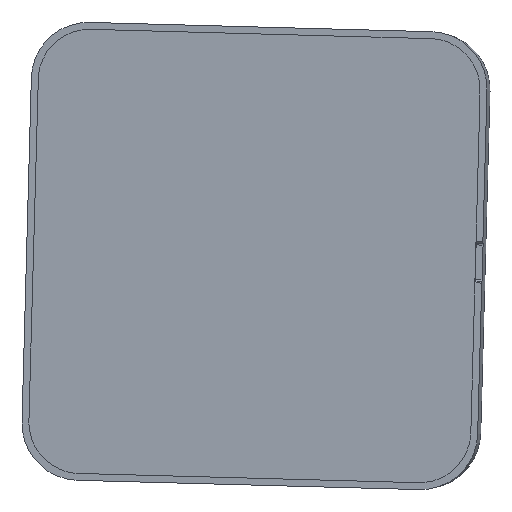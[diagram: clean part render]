
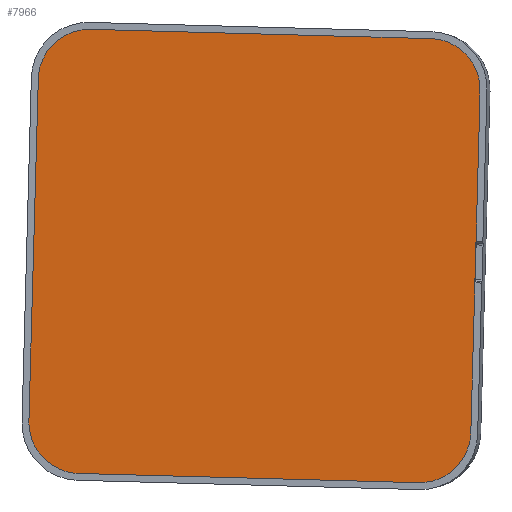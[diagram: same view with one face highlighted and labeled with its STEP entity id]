
A CAD part, left-side view. The second image highlights one B-rep face of the part: STEP entity #7966.
In plain terms, the highlighted face is planar.
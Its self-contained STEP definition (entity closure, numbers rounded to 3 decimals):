
#6951=CARTESIAN_POINT(' ',(58.5,5.5,0.));
#6952=VERTEX_POINT(' ',#6951);
#6966=CARTESIAN_POINT(' ',(58.5,-5.5,0.));
#6971=CARTESIAN_POINT(' ',(58.5,-17.068,0.));
#6976=CARTESIAN_POINT(' ',(58.5,-28.635,0.));
#6981=CARTESIAN_POINT(' ',(58.5,-41.693,0.));
#6986=CARTESIAN_POINT(' ',(58.5,-43.184,0.));
#6991=CARTESIAN_POINT(' ',(58.5,-45.407,0.));
#6996=CARTESIAN_POINT(' ',(58.471,-46.141,0.));
#7001=CARTESIAN_POINT(' ',(58.117,-48.671,0.));
#7006=CARTESIAN_POINT(' ',(57.495,-50.425,0.));
#7011=CARTESIAN_POINT(' ',(55.423,-53.851,0.));
#7016=CARTESIAN_POINT(' ',(53.832,-55.44,0.));
#7021=CARTESIAN_POINT(' ',(50.158,-57.651,0.));
#7026=CARTESIAN_POINT(' ',(48.103,-58.304,0.));
#7031=CARTESIAN_POINT(' ',(45.185,-58.524,0.));
#7036=CARTESIAN_POINT(' ',(44.358,-58.5,0.));
#7041=CARTESIAN_POINT(' ',(18.204,-58.5,0.));
#7046=CARTESIAN_POINT(' ',(-7.125,-58.5,0.));
#7051=CARTESIAN_POINT(' ',(-36.244,-58.5,0.));
#7056=CARTESIAN_POINT(' ',(-40.035,-58.5,0.));
#7061=CARTESIAN_POINT(' ',(-44.589,-58.5,0.));
#7066=CARTESIAN_POINT(' ',(-45.353,-58.517,0.));
#7071=CARTESIAN_POINT(' ',(-48.385,-58.265,0.));
#7076=CARTESIAN_POINT(' ',(-50.605,-57.49,0.));
#7081=CARTESIAN_POINT(' ',(-54.766,-54.711,0.));
#7086=CARTESIAN_POINT(' ',(-56.563,-52.486,0.));
#7091=CARTESIAN_POINT(' ',(-58.178,-48.377,0.));
#7096=CARTESIAN_POINT(' ',(-58.498,-46.698,0.));
#7101=CARTESIAN_POINT(' ',(-58.508,-38.997,0.));
#7106=CARTESIAN_POINT(' ',(-58.5,-32.976,0.));
#7111=CARTESIAN_POINT(' ',(-58.5,-6.244,0.));
#7116=CARTESIAN_POINT(' ',(-58.5,14.466,0.));
#7121=CARTESIAN_POINT(' ',(-58.5,38.21,0.));
#7126=CARTESIAN_POINT(' ',(-58.5,41.243,0.));
#7131=CARTESIAN_POINT(' ',(-58.5,44.886,0.));
#7136=CARTESIAN_POINT(' ',(-58.505,45.498,0.));
#7141=CARTESIAN_POINT(' ',(-58.274,48.287,0.));
#7146=CARTESIAN_POINT(' ',(-57.554,50.422,0.));
#7151=CARTESIAN_POINT(' ',(-54.969,54.471,0.));
#7156=CARTESIAN_POINT(' ',(-52.899,56.258,0.));
#7161=CARTESIAN_POINT(' ',(-49.028,57.986,0.));
#7166=CARTESIAN_POINT(' ',(-47.436,58.375,0.));
#7171=CARTESIAN_POINT(' ',(-45.193,58.514,0.));
#7176=CARTESIAN_POINT(' ',(-44.558,58.5,0.));
#7181=CARTESIAN_POINT(' ',(-15.908,58.5,0.));
#7186=CARTESIAN_POINT(' ',(12.108,58.5,0.));
#7191=CARTESIAN_POINT(' ',(41.676,58.5,0.));
#7196=CARTESIAN_POINT(' ',(43.229,58.5,0.));
#7201=CARTESIAN_POINT(' ',(45.546,58.5,0.));
#7206=CARTESIAN_POINT(' ',(46.31,58.457,0.));
#7211=CARTESIAN_POINT(' ',(48.941,58.05,0.));
#7216=CARTESIAN_POINT(' ',(50.755,57.358,0.));
#7221=CARTESIAN_POINT(' ',(54.254,55.088,0.));
#7226=CARTESIAN_POINT(' ',(55.843,53.356,0.));
#7231=CARTESIAN_POINT(' ',(57.945,49.414,0.));
#7236=CARTESIAN_POINT(' ',(58.493,47.229,0.));
#7241=CARTESIAN_POINT(' ',(58.508,42.415,0.));
#7246=CARTESIAN_POINT(' ',(58.5,39.789,0.));
#7251=CARTESIAN_POINT(' ',(58.5,26.609,0.));
#7256=CARTESIAN_POINT(' ',(58.5,16.054,0.));
#7261=CARTESIAN_POINT(' ',(58.5,5.5,0.));
#7266=B_SPLINE_CURVE_WITH_KNOTS('',3,(#6966,#6971,#6976,#6981,#6986,#6991,#6996,#7001,#7006,#7011,#7016,#7021,#7026,#7031,#7036,#7041,#7046,#7051,#7056,#7061,#7066,#7071,#7076,#7081,#7086,#7091,#7096,#7101,#7106,#7111,#7116,#7121,#7126,#7131,#7136,#7141,#7146,#7151,#7156,#7161,#7166,#7171,#7176,#7181,#7186,#7191,#7196,#7201,#7206,#7211,#7216,#7221,#7226,#7231,#7236,#7241,#7246,#7251,#7256,#7261),.UNSPECIFIED.,.F.,.U.,(4,2,2,2,2,2,2,2,2,2,2,2,2,2,2,2,2,2,2,2,2,2,2,2,2,2,2,2,2,4),(0.,0.08,0.09,0.095,0.108,0.123,0.138,0.143,0.318,0.345,0.35,0.366,0.385,0.396,0.438,0.581,0.602,0.606,0.621,0.64,0.651,0.655,0.849,0.86,0.865,0.878,0.894,0.909,0.927,1.),.UNSPECIFIED.);
#7271=CARTESIAN_POINT(' ',(58.5,-5.5,0.));
#7272=VERTEX_POINT(' ',#7271);
#7276=EDGE_CURVE(' ',#7272,#6952,#7266,.T.);
#7896=DIRECTION(' ',(-0.,-0.,-1.));
#7901=CARTESIAN_POINT(' ',(-58.5,-58.5,0.));
#7906=DIRECTION(' ',(0.,1.,0.));
#7911=AXIS2_PLACEMENT_3D(' ',#7901,#7896,#7906);
#7916=PLANE('',#7911);
#7921=CARTESIAN_POINT(' ',(58.5,-5.5,0.));
#7926=DIRECTION(' ',(0.,1.,0.));
#7931=VECTOR(' ',#7926,1.);
#7936=LINE('',#7921,#7931);
#7941=EDGE_CURVE(' ',#7272,#6952,#7936,.T.);
#7946=ORIENTED_EDGE(' ',*,*,#7941,.F.);
#7951=ORIENTED_EDGE(' ',*,*,#7276,.T.);
#7956=EDGE_LOOP(' ',(#7946,#7951));
#7961=FACE_OUTER_BOUND(' ',#7956,.T.);
#7966=ADVANCED_FACE('',(#7961),#7916,.T.);
